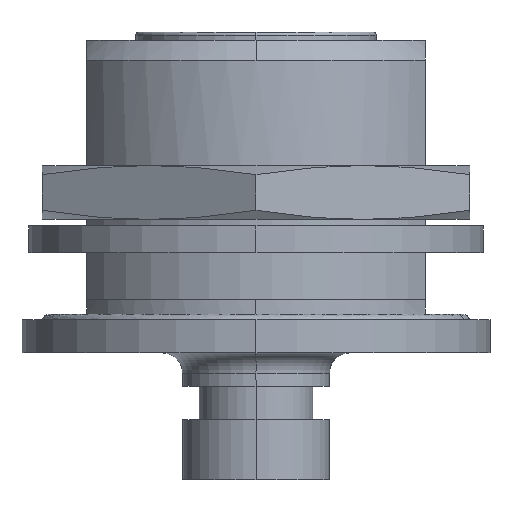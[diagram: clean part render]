
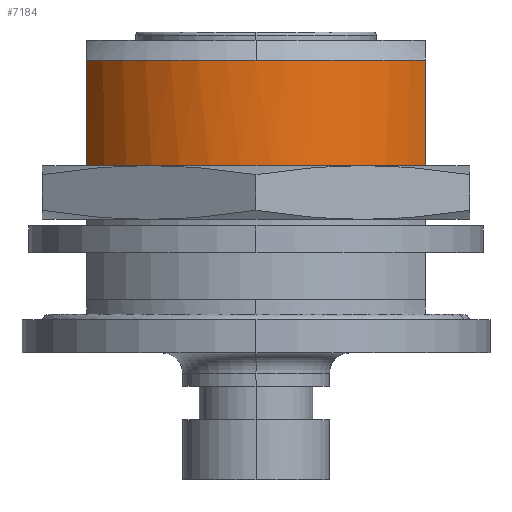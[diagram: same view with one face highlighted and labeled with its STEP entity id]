
A CAD part, left-side view. The second image highlights one B-rep face of the part: STEP entity #7184.
In plain terms, the highlighted cylindrical face has radius 14.5 mm (diameter 29 mm), a partial arc.
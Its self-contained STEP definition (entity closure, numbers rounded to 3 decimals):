
#112 = DIRECTION ( 'NONE',  ( 1., 0., 0. ) ) ;
#132 = EDGE_LOOP ( 'NONE', ( #5798, #5808, #3871, #5574, #2334 ) ) ;
#357 = DIRECTION ( 'NONE',  ( 0., 0., 1. ) ) ;
#451 = VERTEX_POINT ( 'NONE', #5245 ) ;
#475 = VERTEX_POINT ( 'NONE', #5735 ) ;
#492 = EDGE_CURVE ( 'NONE', #1744, #2133, #3526, .T. ) ;
#871 = DIRECTION ( 'NONE',  ( 1., 0., 0. ) ) ;
#1261 = CARTESIAN_POINT ( 'NONE',  ( -7.087, 12.65, -2.1 ) ) ;
#1281 = VECTOR ( 'NONE', #4331, 1000. ) ;
#1305 = CARTESIAN_POINT ( 'NONE',  ( 0., 0., -2.1 ) ) ;
#1330 = CARTESIAN_POINT ( 'NONE',  ( -7.087, -12.65, -10.058 ) ) ;
#1741 = CARTESIAN_POINT ( 'NONE',  ( 0., 0., -10.058 ) ) ;
#1744 = VERTEX_POINT ( 'NONE', #1330 ) ;
#2074 = VECTOR ( 'NONE', #3346, 1000. ) ;
#2133 = VERTEX_POINT ( 'NONE', #2254 ) ;
#2254 = CARTESIAN_POINT ( 'NONE',  ( -7.087, -12.65, -2.1 ) ) ;
#2283 = AXIS2_PLACEMENT_3D ( 'NONE', #5582, #357, #871 ) ;
#2302 = AXIS2_PLACEMENT_3D ( 'NONE', #1741, #6251, #2374 ) ;
#2334 = ORIENTED_EDGE ( 'NONE', *, *, #6551, .F. ) ;
#2374 = DIRECTION ( 'NONE',  ( 1., 0., 0. ) ) ;
#2407 = AXIS2_PLACEMENT_3D ( 'NONE', #1305, #5199, #112 ) ;
#2583 = EDGE_CURVE ( 'NONE', #451, #4597, #2790, .T. ) ;
#2790 = LINE ( 'NONE', #7031, #1281 ) ;
#3074 = CIRCLE ( 'NONE', #2407, 14.5 ) ;
#3083 = CIRCLE ( 'NONE', #2302, 14.5 ) ;
#3150 = CYLINDRICAL_SURFACE ( 'NONE', #5665, 14.5 ) ;
#3346 = DIRECTION ( 'NONE',  ( 0., 0., 1. ) ) ;
#3526 = LINE ( 'NONE', #5164, #2074 ) ;
#3591 = DIRECTION ( 'NONE',  ( 0., 0., 1. ) ) ;
#3825 = FACE_OUTER_BOUND ( 'NONE', #132, .T. ) ;
#3834 = EDGE_CURVE ( 'NONE', #451, #1744, #3083, .T. ) ;
#3871 = ORIENTED_EDGE ( 'NONE', *, *, #492, .T. ) ;
#4331 = DIRECTION ( 'NONE',  ( 0., 0., 1. ) ) ;
#4597 = VERTEX_POINT ( 'NONE', #1261 ) ;
#5164 = CARTESIAN_POINT ( 'NONE',  ( -7.087, -12.65, -35.794 ) ) ;
#5199 = DIRECTION ( 'NONE',  ( 0., 0., 1. ) ) ;
#5229 = EDGE_CURVE ( 'NONE', #475, #2133, #3074, .T. ) ;
#5245 = CARTESIAN_POINT ( 'NONE',  ( -7.087, 12.65, -10.058 ) ) ;
#5574 = ORIENTED_EDGE ( 'NONE', *, *, #5229, .F. ) ;
#5582 = CARTESIAN_POINT ( 'NONE',  ( 0., 0., -2.1 ) ) ;
#5665 = AXIS2_PLACEMENT_3D ( 'NONE', #6361, #3591, #5852 ) ;
#5735 = CARTESIAN_POINT ( 'NONE',  ( -14.5, 0., -2.1 ) ) ;
#5798 = ORIENTED_EDGE ( 'NONE', *, *, #2583, .F. ) ;
#5808 = ORIENTED_EDGE ( 'NONE', *, *, #3834, .T. ) ;
#5852 = DIRECTION ( 'NONE',  ( 1., 0., 0. ) ) ;
#6251 = DIRECTION ( 'NONE',  ( 0., 0., 1. ) ) ;
#6361 = CARTESIAN_POINT ( 'NONE',  ( 0., 0., 4.373 ) ) ;
#6551 = EDGE_CURVE ( 'NONE', #4597, #475, #6586, .T. ) ;
#6586 = CIRCLE ( 'NONE', #2283, 14.5 ) ;
#7031 = CARTESIAN_POINT ( 'NONE',  ( -7.087, 12.65, -35.794 ) ) ;
#7184 = ADVANCED_FACE ( 'NONE', ( #3825 ), #3150, .T. ) ;
